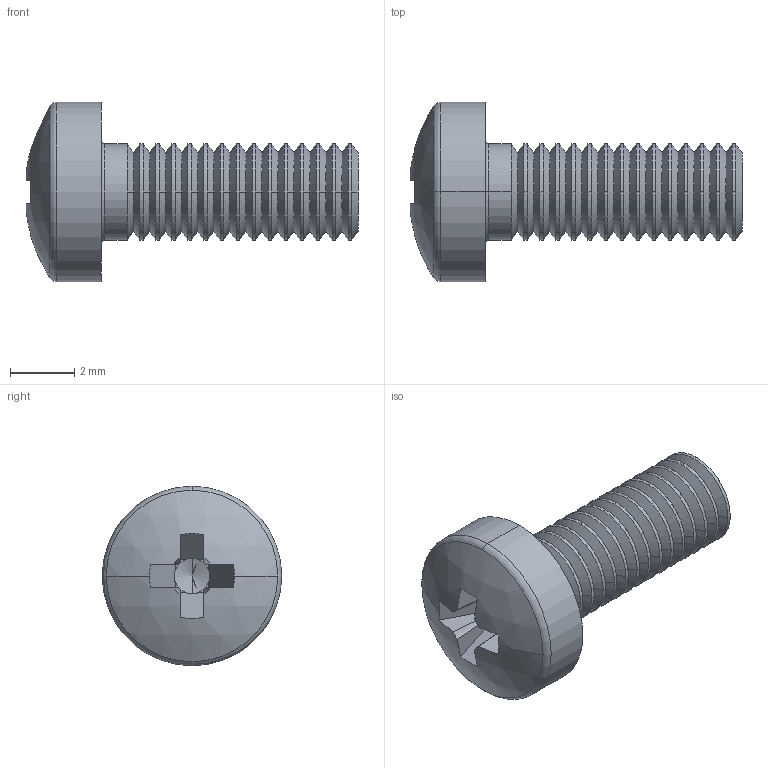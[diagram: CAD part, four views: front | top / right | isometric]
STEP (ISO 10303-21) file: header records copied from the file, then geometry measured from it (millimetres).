
FILE_DESCRIPTION (( 'STEP AP214' ), '1' );
FILE_NAME ('AL-7985-Ì3x8 Âèíò ï. öèëèíäð. ãîë. DIN7985 M3õ8.STEP', '2023-12-06T10:28:14', ( '' ), ( '' ), 'SwSTEP 2.0', 'SolidWorks 2021', '' );
FILE_SCHEMA (( 'AUTOMOTIVE_DESIGN' ));
Length unit declared in the file: millimetre
Products named in the file (1): AL-7985-Ì3x8 Âèíò ï. öèëèíäð. ãîë. DIN7985 M3õ8
Bounding box: 10.35 x 5.6 x 5.6 mm (x, y, z)
Volume: 94.4 mm3; surface area: 191.9 mm2
Topology: 1 solids, 1 shells, 129 faces, 332 edges, 204 vertices
Faces by surface type: cone 69, cylinder 32, plane 22, torus 4, sphere 2
Entity records: 4002 total; most frequent: DIRECTION 777, CARTESIAN_POINT 703, ORIENTED_EDGE 660, EDGE_CURVE 330, AXIS2_PLACEMENT_3D 330, VERTEX_POINT 204, CIRCLE 200, EDGE_LOOP 130
